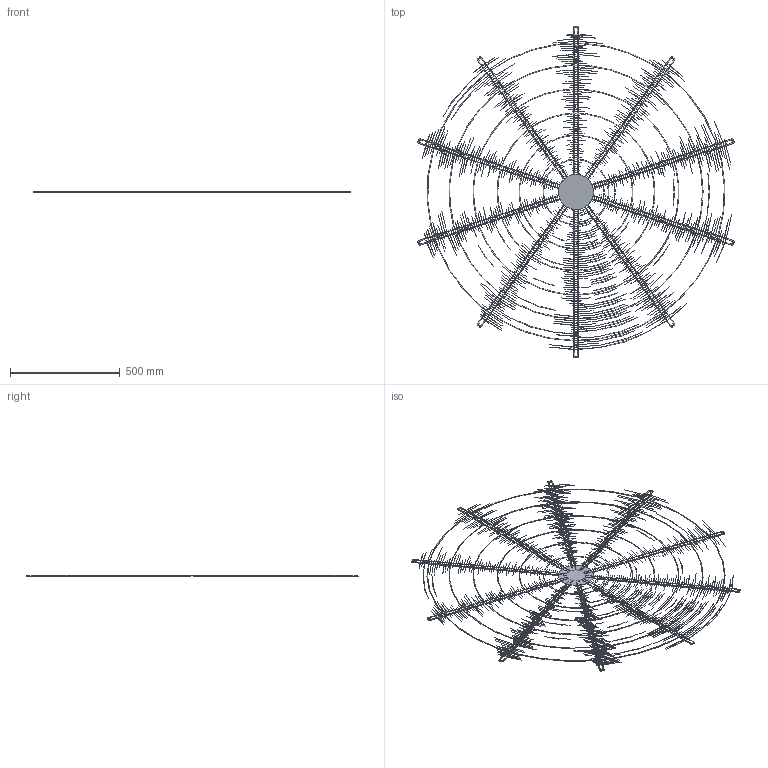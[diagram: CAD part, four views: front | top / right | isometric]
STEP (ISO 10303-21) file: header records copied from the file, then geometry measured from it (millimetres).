
FILE_DESCRIPTION (( 'STEP AP203' ), '1' );
FILE_NAME ('5RE9110_CCr140.STEP', '2022-02-22T15:59:09', ( '' ), ( '' ), 'SwSTEP 2.0', 'SolidWorks 2018', '' );
FILE_SCHEMA (( 'CONFIG_CONTROL_DESIGN' ));
Products named in the file (1): 5RE9110_CCr140
Bounding box: 1444.02 x 1515 x 8.67 mm (x, y, z)
Volume: 1432682.4 mm3; surface area: 1734712.7 mm2
Topology: 1 solids, 1 shells, 137 faces, 1641 edges, 1486 vertices
Faces by surface type: torus 64, bspline 50, plane 22, cylinder 1
Full cylindrical faces by diameter (mm): 160 x1
Entity records: 55251 total; most frequent: CARTESIAN_POINT 41786, ORIENTED_EDGE 2882, EDGE_LOOP 2684, FACE_BOUND 2560, EDGE_CURVE 1441, VERTEX_POINT 1401, B_SPLINE_CURVE_WITH_KNOTS 1300, DIRECTION 398
